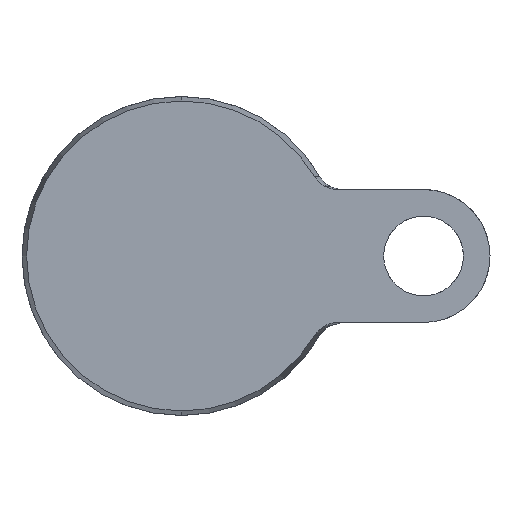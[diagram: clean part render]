
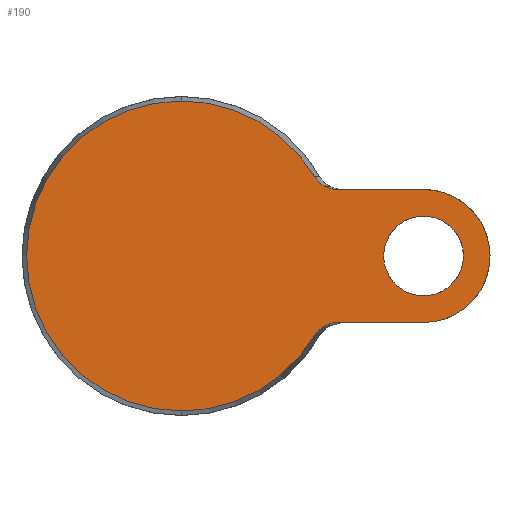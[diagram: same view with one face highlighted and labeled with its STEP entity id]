
A CAD part, front view. The second image highlights one B-rep face of the part: STEP entity #190.
In plain terms, the highlighted planar face has unit normal (0, -1, 0).
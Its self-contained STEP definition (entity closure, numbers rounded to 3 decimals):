
#10 = DIRECTION ( 'NONE',  ( 0., -1., 0. ) ) ;
#33 = DIRECTION ( 'NONE',  ( 0., 1., 0. ) ) ;
#37 = CIRCLE ( 'NONE', #445, 12.5 ) ;
#42 = CARTESIAN_POINT ( 'NONE',  ( 25.237, 0., 14.58 ) ) ;
#48 = CARTESIAN_POINT ( 'NONE',  ( 15., 0., -12.5 ) ) ;
#50 = EDGE_CURVE ( 'NONE', #972, #135, #559, .T. ) ;
#59 = EDGE_CURVE ( 'NONE', #923, #427, #582, .T. ) ;
#61 = CIRCLE ( 'NONE', #1221, 29.143 ) ;
#63 = EDGE_CURVE ( 'NONE', #241, #1464, #290, .T. ) ;
#128 = ORIENTED_EDGE ( 'NONE', *, *, #646, .T. ) ;
#134 = CARTESIAN_POINT ( 'NONE',  ( 45.5, 0., 7.5 ) ) ;
#135 = VERTEX_POINT ( 'NONE', #715 ) ;
#139 = EDGE_CURVE ( 'NONE', #972, #572, #784, .T. ) ;
#144 = VECTOR ( 'NONE', #616, 1000. ) ;
#146 = EDGE_CURVE ( 'NONE', #306, #1028, #954, .T. ) ;
#158 = CARTESIAN_POINT ( 'NONE',  ( 25.507, 0., 14.24 ) ) ;
#168 = DIRECTION ( 'NONE',  ( 0., 0., 1. ) ) ;
#187 = VECTOR ( 'NONE', #329, 1000. ) ;
#190 = ADVANCED_FACE ( 'NONE', ( #1256, #1382 ), #1156, .F. ) ;
#193 = ORIENTED_EDGE ( 'NONE', *, *, #50, .F. ) ;
#198 = CARTESIAN_POINT ( 'NONE',  ( 29.374, 0., -12.5 ) ) ;
#200 = DIRECTION ( 'NONE',  ( 0., -1., 0. ) ) ;
#229 = DIRECTION ( 'NONE',  ( 0., 1., 0. ) ) ;
#236 = DIRECTION ( 'NONE',  ( 0., 0., 1. ) ) ;
#241 = VERTEX_POINT ( 'NONE', #1437 ) ;
#260 = CARTESIAN_POINT ( 'NONE',  ( 25.011, 0., 14.959 ) ) ;
#285 = CARTESIAN_POINT ( 'NONE',  ( 26.146, 0., -13.64 ) ) ;
#290 = CIRCLE ( 'NONE', #1414, 7.5 ) ;
#306 = VERTEX_POINT ( 'NONE', #1199 ) ;
#311 = CARTESIAN_POINT ( 'NONE',  ( 27.662, 0., -12.789 ) ) ;
#319 = CARTESIAN_POINT ( 'NONE',  ( 15., 0., 12.5 ) ) ;
#329 = DIRECTION ( 'NONE',  ( 1., 0., 0. ) ) ;
#344 = EDGE_CURVE ( 'NONE', #427, #1028, #558, .T. ) ;
#351 = CIRCLE ( 'NONE', #1175, 29.143 ) ;
#363 = ORIENTED_EDGE ( 'NONE', *, *, #344, .T. ) ;
#398 = CARTESIAN_POINT ( 'NONE',  ( 0., 0., 0. ) ) ;
#417 = ORIENTED_EDGE ( 'NONE', *, *, #146, .F. ) ;
#427 = VERTEX_POINT ( 'NONE', #1023 ) ;
#445 = AXIS2_PLACEMENT_3D ( 'NONE', #1022, #791, #1481 ) ;
#476 = CARTESIAN_POINT ( 'NONE',  ( 26.144, 0., 13.642 ) ) ;
#483 = CARTESIAN_POINT ( 'NONE',  ( 25.976, 0., 13.785 ) ) ;
#497 = CARTESIAN_POINT ( 'NONE',  ( 29.374, 0., 12.5 ) ) ;
#520 = EDGE_LOOP ( 'NONE', ( #545, #128 ) ) ;
#536 = CARTESIAN_POINT ( 'NONE',  ( 25.011, 0., -14.959 ) ) ;
#545 = ORIENTED_EDGE ( 'NONE', *, *, #63, .T. ) ;
#558 = B_SPLINE_CURVE_WITH_KNOTS ( 'NONE', 3,
 ( #536, #864, #1302, #883, #285, #1329, #636, #988, #311, #1087, #777, #661, #198 ),
 .UNSPECIFIED., .F., .F.,
 ( 4, 2, 2, 1, 2, 2, 4 ),
 ( 0., 0.001, 0.002, 0.003, 0.003, 0.004, 0.005 ),
 .UNSPECIFIED. ) ;
#559 = LINE ( 'NONE', #319, #187 ) ;
#572 = VERTEX_POINT ( 'NONE', #1279 ) ;
#581 = CARTESIAN_POINT ( 'NONE',  ( 0., 0., 0. ) ) ;
#582 = CIRCLE ( 'NONE', #1077, 29.143 ) ;
#594 = CARTESIAN_POINT ( 'NONE',  ( -29.143, 0., 0. ) ) ;
#611 = CARTESIAN_POINT ( 'NONE',  ( 0., 0., -29.143 ) ) ;
#616 = DIRECTION ( 'NONE',  ( -1., 0., 0. ) ) ;
#628 = DIRECTION ( 'NONE',  ( 0., 0., -1. ) ) ;
#636 = CARTESIAN_POINT ( 'NONE',  ( 26.862, 0., -13.142 ) ) ;
#646 = EDGE_CURVE ( 'NONE', #1464, #241, #1395, .T. ) ;
#655 = EDGE_LOOP ( 'NONE', ( #193, #1307, #1215, #757, #1259, #363, #417, #1213 ) ) ;
#661 = CARTESIAN_POINT ( 'NONE',  ( 28.933, 0., -12.5 ) ) ;
#705 = CARTESIAN_POINT ( 'NONE',  ( 26.678, 0., 13.261 ) ) ;
#715 = CARTESIAN_POINT ( 'NONE',  ( 45.5, 0., 12.5 ) ) ;
#757 = ORIENTED_EDGE ( 'NONE', *, *, #1017, .T. ) ;
#768 = CARTESIAN_POINT ( 'NONE',  ( 45.5, 0., 0. ) ) ;
#777 = CARTESIAN_POINT ( 'NONE',  ( 28.503, 0., -12.556 ) ) ;
#784 = B_SPLINE_CURVE_WITH_KNOTS ( 'NONE', 3,
 ( #1263, #1280, #831, #1058, #1273, #1164, #1043, #705, #1373, #476, #483, #158, #42, #260 ),
 .UNSPECIFIED., .F., .F.,
 ( 4, 2, 2, 2, 2, 2, 4 ),
 ( 0., 0.001, 0.002, 0.003, 0.003, 0.004, 0.005 ),
 .UNSPECIFIED. ) ;
#787 = CARTESIAN_POINT ( 'NONE',  ( 0., 0., 0. ) ) ;
#791 = DIRECTION ( 'NONE',  ( 0., 1., 0. ) ) ;
#829 = DIRECTION ( 'NONE',  ( 0., 0., -1. ) ) ;
#831 = CARTESIAN_POINT ( 'NONE',  ( 28.502, 0., 12.556 ) ) ;
#842 = EDGE_CURVE ( 'NONE', #135, #306, #37, .T. ) ;
#864 = CARTESIAN_POINT ( 'NONE',  ( 25.237, 0., -14.58 ) ) ;
#883 = CARTESIAN_POINT ( 'NONE',  ( 25.977, 0., -13.784 ) ) ;
#923 = VERTEX_POINT ( 'NONE', #611 ) ;
#954 = LINE ( 'NONE', #48, #144 ) ;
#972 = VERTEX_POINT ( 'NONE', #497 ) ;
#988 = CARTESIAN_POINT ( 'NONE',  ( 27.255, 0., -12.953 ) ) ;
#1010 = DIRECTION ( 'NONE',  ( 0., 0., -1. ) ) ;
#1017 = EDGE_CURVE ( 'NONE', #1266, #923, #351, .T. ) ;
#1022 = CARTESIAN_POINT ( 'NONE',  ( 45.5, 0., 0. ) ) ;
#1023 = CARTESIAN_POINT ( 'NONE',  ( 25.011, 0., -14.959 ) ) ;
#1027 = AXIS2_PLACEMENT_3D ( 'NONE', #594, #33, #236 ) ;
#1028 = VERTEX_POINT ( 'NONE', #1183 ) ;
#1043 = CARTESIAN_POINT ( 'NONE',  ( 27.057, 0., 13.048 ) ) ;
#1058 = CARTESIAN_POINT ( 'NONE',  ( 27.869, 0., 12.721 ) ) ;
#1077 = AXIS2_PLACEMENT_3D ( 'NONE', #787, #10, #1010 ) ;
#1087 = CARTESIAN_POINT ( 'NONE',  ( 27.871, 0., -12.72 ) ) ;
#1128 = CARTESIAN_POINT ( 'NONE',  ( 45.5, 0., 0. ) ) ;
#1156 = PLANE ( 'NONE',  #1027 ) ;
#1161 = EDGE_CURVE ( 'NONE', #572, #1266, #61, .T. ) ;
#1164 = CARTESIAN_POINT ( 'NONE',  ( 27.253, 0., 12.954 ) ) ;
#1174 = AXIS2_PLACEMENT_3D ( 'NONE', #768, #1196, #168 ) ;
#1175 = AXIS2_PLACEMENT_3D ( 'NONE', #581, #1247, #829 ) ;
#1183 = CARTESIAN_POINT ( 'NONE',  ( 29.374, 0., -12.5 ) ) ;
#1196 = DIRECTION ( 'NONE',  ( 0., 1., 0. ) ) ;
#1199 = CARTESIAN_POINT ( 'NONE',  ( 45.5, 0., -12.5 ) ) ;
#1213 = ORIENTED_EDGE ( 'NONE', *, *, #842, .F. ) ;
#1215 = ORIENTED_EDGE ( 'NONE', *, *, #1161, .T. ) ;
#1221 = AXIS2_PLACEMENT_3D ( 'NONE', #398, #200, #628 ) ;
#1222 = DIRECTION ( 'NONE',  ( 0., 0., 1. ) ) ;
#1247 = DIRECTION ( 'NONE',  ( 0., -1., 0. ) ) ;
#1256 = FACE_OUTER_BOUND ( 'NONE', #655, .T. ) ;
#1259 = ORIENTED_EDGE ( 'NONE', *, *, #59, .T. ) ;
#1263 = CARTESIAN_POINT ( 'NONE',  ( 29.374, 0., 12.5 ) ) ;
#1266 = VERTEX_POINT ( 'NONE', #1471 ) ;
#1273 = CARTESIAN_POINT ( 'NONE',  ( 27.659, 0., 12.79 ) ) ;
#1279 = CARTESIAN_POINT ( 'NONE',  ( 25.011, 0., 14.959 ) ) ;
#1280 = CARTESIAN_POINT ( 'NONE',  ( 28.933, 0., 12.5 ) ) ;
#1302 = CARTESIAN_POINT ( 'NONE',  ( 25.508, 0., -14.24 ) ) ;
#1307 = ORIENTED_EDGE ( 'NONE', *, *, #139, .T. ) ;
#1329 = CARTESIAN_POINT ( 'NONE',  ( 26.497, 0., -13.379 ) ) ;
#1373 = CARTESIAN_POINT ( 'NONE',  ( 26.495, 0., 13.38 ) ) ;
#1382 = FACE_BOUND ( 'NONE', #520, .T. ) ;
#1395 = CIRCLE ( 'NONE', #1174, 7.5 ) ;
#1414 = AXIS2_PLACEMENT_3D ( 'NONE', #1128, #229, #1222 ) ;
#1437 = CARTESIAN_POINT ( 'NONE',  ( 45.5, 0., -7.5 ) ) ;
#1464 = VERTEX_POINT ( 'NONE', #134 ) ;
#1471 = CARTESIAN_POINT ( 'NONE',  ( 0., 0., 29.143 ) ) ;
#1481 = DIRECTION ( 'NONE',  ( 0., 0., -1. ) ) ;
